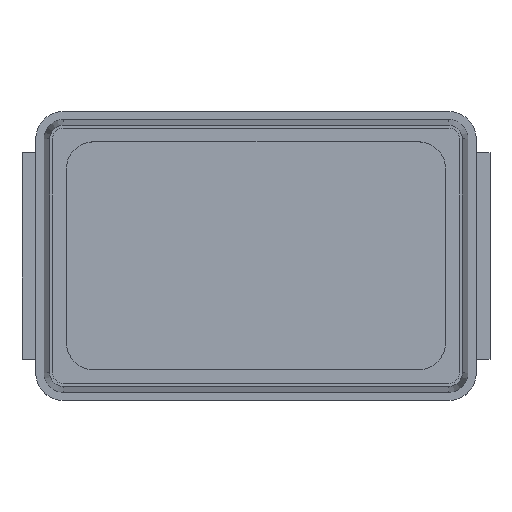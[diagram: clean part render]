
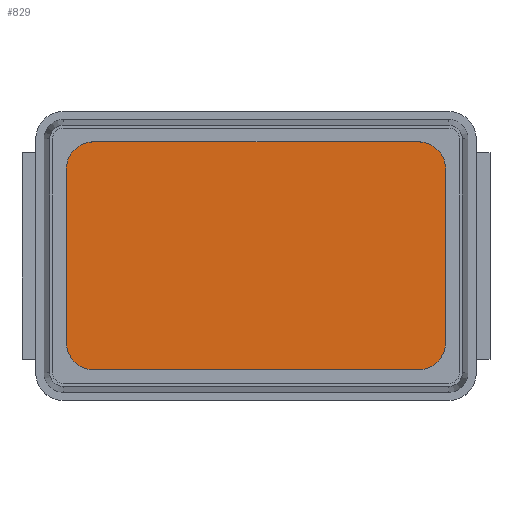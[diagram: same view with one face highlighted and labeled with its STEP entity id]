
A CAD part, top view. The second image highlights one B-rep face of the part: STEP entity #829.
In plain terms, the highlighted planar face has unit normal (0, 0, 1).
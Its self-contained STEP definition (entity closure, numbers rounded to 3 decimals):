
#28=CIRCLE('',#889,0.1);
#30=CIRCLE('',#893,0.1);
#32=CIRCLE('',#897,0.1);
#34=CIRCLE('',#901,0.1);
#79=FACE_OUTER_BOUND('',#128,.T.);
#128=EDGE_LOOP('',(#580,#581,#582,#583,#584,#585,#586,#587));
#174=LINE('',#1227,#262);
#179=LINE('',#1240,#267);
#183=LINE('',#1252,#271);
#187=LINE('',#1264,#275);
#262=VECTOR('',#973,10.);
#267=VECTOR('',#986,10.);
#271=VECTOR('',#998,10.);
#275=VECTOR('',#1010,10.);
#350=VERTEX_POINT('',#1224);
#351=VERTEX_POINT('',#1226);
#353=VERTEX_POINT('',#1232);
#355=VERTEX_POINT('',#1238);
#357=VERTEX_POINT('',#1244);
#359=VERTEX_POINT('',#1250);
#361=VERTEX_POINT('',#1256);
#363=VERTEX_POINT('',#1262);
#430=EDGE_CURVE('',#350,#351,#174,.T.);
#434=EDGE_CURVE('',#353,#350,#28,.T.);
#437=EDGE_CURVE('',#355,#353,#179,.T.);
#440=EDGE_CURVE('',#357,#355,#30,.T.);
#443=EDGE_CURVE('',#359,#357,#183,.T.);
#446=EDGE_CURVE('',#361,#359,#32,.T.);
#449=EDGE_CURVE('',#363,#361,#187,.T.);
#451=EDGE_CURVE('',#351,#363,#34,.T.);
#580=ORIENTED_EDGE('',*,*,#451,.F.);
#581=ORIENTED_EDGE('',*,*,#430,.F.);
#582=ORIENTED_EDGE('',*,*,#434,.F.);
#583=ORIENTED_EDGE('',*,*,#437,.F.);
#584=ORIENTED_EDGE('',*,*,#440,.F.);
#585=ORIENTED_EDGE('',*,*,#443,.F.);
#586=ORIENTED_EDGE('',*,*,#446,.F.);
#587=ORIENTED_EDGE('',*,*,#449,.F.);
#792=PLANE('',#902);
#829=ADVANCED_FACE('',(#79),#792,.T.);
#889=AXIS2_PLACEMENT_3D('',#1234,#980,#981);
#893=AXIS2_PLACEMENT_3D('',#1246,#992,#993);
#897=AXIS2_PLACEMENT_3D('',#1258,#1004,#1005);
#901=AXIS2_PLACEMENT_3D('',#1267,#1015,#1016);
#902=AXIS2_PLACEMENT_3D('',#1268,#1017,#1018);
#973=DIRECTION('',(-1.,0.,0.));
#980=DIRECTION('center_axis',(0.,0.,-1.));
#981=DIRECTION('ref_axis',(0.,-1.,0.));
#986=DIRECTION('',(0.,-1.,0.));
#992=DIRECTION('center_axis',(0.,0.,-1.));
#993=DIRECTION('ref_axis',(1.,0.,0.));
#998=DIRECTION('',(1.,0.,0.));
#1004=DIRECTION('center_axis',(0.,0.,-1.));
#1005=DIRECTION('ref_axis',(0.,1.,0.));
#1010=DIRECTION('',(0.,1.,0.));
#1015=DIRECTION('center_axis',(0.,0.,-1.));
#1016=DIRECTION('ref_axis',(-1.,0.,0.));
#1017=DIRECTION('center_axis',(0.,0.,1.));
#1018=DIRECTION('ref_axis',(-1.,0.,0.));
#1224=CARTESIAN_POINT('',(0.589,-0.414,0.53));
#1226=CARTESIAN_POINT('',(-0.589,-0.414,0.53));
#1227=CARTESIAN_POINT('',(-0.589,-0.414,0.53));
#1232=CARTESIAN_POINT('',(0.689,-0.314,0.53));
#1234=CARTESIAN_POINT('Origin',(0.589,-0.314,0.53));
#1238=CARTESIAN_POINT('',(0.689,0.314,0.53));
#1240=CARTESIAN_POINT('',(0.689,-0.314,0.53));
#1244=CARTESIAN_POINT('',(0.589,0.414,0.53));
#1246=CARTESIAN_POINT('Origin',(0.589,0.314,0.53));
#1250=CARTESIAN_POINT('',(-0.589,0.414,0.53));
#1252=CARTESIAN_POINT('',(0.589,0.414,0.53));
#1256=CARTESIAN_POINT('',(-0.689,0.314,0.53));
#1258=CARTESIAN_POINT('Origin',(-0.589,0.314,0.53));
#1262=CARTESIAN_POINT('',(-0.689,-0.314,0.53));
#1264=CARTESIAN_POINT('',(-0.689,0.314,0.53));
#1267=CARTESIAN_POINT('Origin',(-0.589,-0.314,0.53));
#1268=CARTESIAN_POINT('Origin',(0.,0.,0.53));
